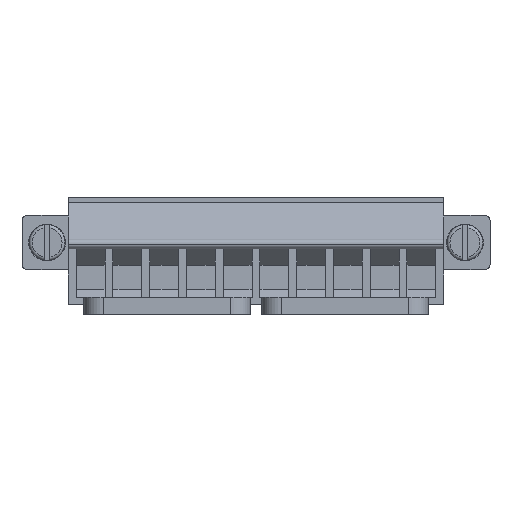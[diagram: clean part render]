
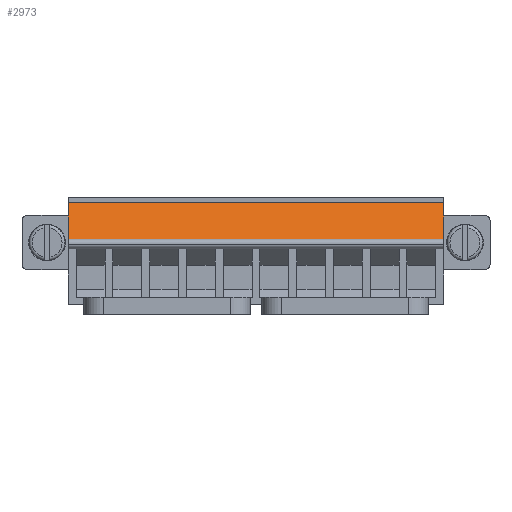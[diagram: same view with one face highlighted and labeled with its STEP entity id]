
A CAD part, top view. The second image highlights one B-rep face of the part: STEP entity #2973.
In plain terms, the highlighted planar face has unit normal (0, 0.359, 0.933).
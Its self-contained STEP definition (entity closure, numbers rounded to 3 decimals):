
#2960=AXIS2_PLACEMENT_3D('Plane Axis2P3D',#2957,#2958,#2959) ;
#2768=CARTESIAN_POINT('Vertex',(4.8,7.83,14.85)) ;
#2771=CARTESIAN_POINT('Line Origine',(4.8,9.715,14.125)) ;
#2775=CARTESIAN_POINT('Vertex',(4.8,11.6,13.4)) ;
#2862=CARTESIAN_POINT('Vertex',(43.69,11.6,13.4)) ;
#2865=CARTESIAN_POINT('Line Origine',(43.69,9.715,14.125)) ;
#2869=CARTESIAN_POINT('Vertex',(43.69,7.83,14.85)) ;
#2945=CARTESIAN_POINT('Line Origine',(24.245,11.6,13.4)) ;
#2957=CARTESIAN_POINT('Axis2P3D Location',(4.8,7.83,14.85)) ;
#2962=CARTESIAN_POINT('Line Origine',(24.245,7.83,14.85)) ;
#2772=DIRECTION('Vector Direction',(0.,0.933,-0.359)) ;
#2866=DIRECTION('Vector Direction',(0.,0.933,-0.359)) ;
#2946=DIRECTION('Vector Direction',(1.,0.,0.)) ;
#2958=DIRECTION('Axis2P3D Direction',(0.,-0.359,-0.933)) ;
#2959=DIRECTION('Axis2P3D XDirection',(0.,0.933,-0.359)) ;
#2963=DIRECTION('Vector Direction',(1.,0.,0.)) ;
#2773=VECTOR('Line Direction',#2772,1.) ;
#2867=VECTOR('Line Direction',#2866,1.) ;
#2947=VECTOR('Line Direction',#2946,1.) ;
#2964=VECTOR('Line Direction',#2963,1.) ;
#2968=ORIENTED_EDGE('',*,*,#2871,.T.) ;
#2969=ORIENTED_EDGE('',*,*,#2949,.F.) ;
#2970=ORIENTED_EDGE('',*,*,#2777,.T.) ;
#2971=ORIENTED_EDGE('',*,*,#2966,.T.) ;
#2973=ADVANCED_FACE('HOUSING',(#2972),#2961,.F.) ;
#2777=EDGE_CURVE('',#2776,#2769,#2774,.F.) ;
#2871=EDGE_CURVE('',#2870,#2863,#2868,.T.) ;
#2949=EDGE_CURVE('',#2776,#2863,#2948,.T.) ;
#2966=EDGE_CURVE('',#2769,#2870,#2965,.T.) ;
#2967=EDGE_LOOP('',(#2968,#2969,#2970,#2971)) ;
#2972=FACE_OUTER_BOUND('',#2967,.T.) ;
#2774=LINE('Line',#2771,#2773) ;
#2868=LINE('Line',#2865,#2867) ;
#2948=LINE('Line',#2945,#2947) ;
#2965=LINE('Line',#2962,#2964) ;
#2961=PLANE('',#2960) ;
#2769=VERTEX_POINT('',#2768) ;
#2776=VERTEX_POINT('',#2775) ;
#2863=VERTEX_POINT('',#2862) ;
#2870=VERTEX_POINT('',#2869) ;
